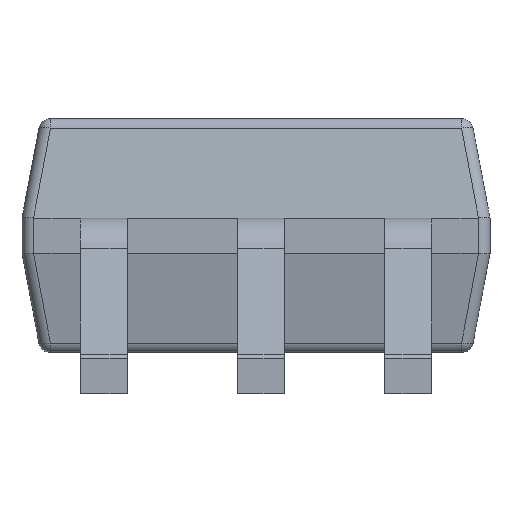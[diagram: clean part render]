
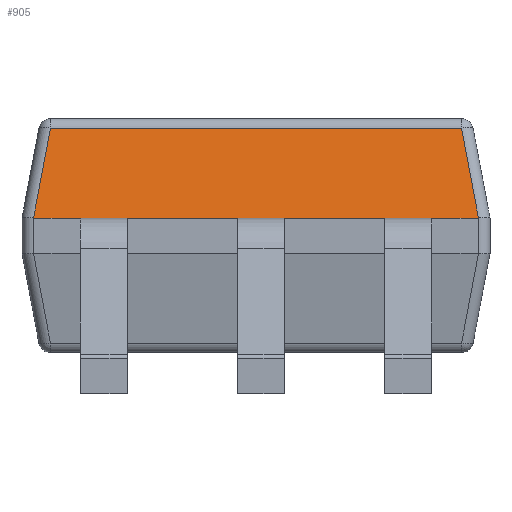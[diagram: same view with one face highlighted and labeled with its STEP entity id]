
A CAD part, front view. The second image highlights one B-rep face of the part: STEP entity #905.
In plain terms, the highlighted planar face has unit normal (0, -0.983, 0.185).
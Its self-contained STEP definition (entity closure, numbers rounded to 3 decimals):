
#22 =( BOUNDED_CURVE ( )  B_SPLINE_CURVE ( 3, ( #18566, #12041, #1145, #27203 ),
 .UNSPECIFIED., .F., .F. ) 
 B_SPLINE_CURVE_WITH_KNOTS ( ( 4, 4 ),
 ( 6.266, 6.283 ),
 .UNSPECIFIED. ) 
 CURVE ( )  GEOMETRIC_REPRESENTATION_ITEM ( )  RATIONAL_B_SPLINE_CURVE ( ( 1., 1., 1., 1. ) ) 
 REPRESENTATION_ITEM ( '' )  );
#76 = VERTEX_POINT ( 'NONE', #6640 ) ;
#279 = ORIENTED_EDGE ( 'NONE', *, *, #23744, .T. ) ;
#284 = VECTOR ( 'NONE', #26924, 1000. ) ;
#369 = VECTOR ( 'NONE', #18951, 1000. ) ;
#370 = DIRECTION ( 'NONE',  ( -1., 0., 0. ) ) ;
#449 = VECTOR ( 'NONE', #8474, 1000. ) ;
#847 = CARTESIAN_POINT ( 'NONE',  ( 0.95, -0.65, 0.675 ) ) ;
#905 = ADVANCED_FACE ( 'NONE', ( #23481 ), #21456, .T. ) ;
#1145 = CARTESIAN_POINT ( 'NONE',  ( -0.95, -0.65, 0.675 ) ) ;
#1425 = DIRECTION ( 'NONE',  ( -1., 0., 0. ) ) ;
#1668 = CARTESIAN_POINT ( 'NONE',  ( -1., -0.65, 0.675 ) ) ;
#1780 = AXIS2_PLACEMENT_3D ( 'NONE', #12568, #28027, #10424 ) ;
#2457 = CARTESIAN_POINT ( 'NONE',  ( -0.55, -0.65, 0.675 ) ) ;
#2734 = EDGE_CURVE ( 'NONE', #17559, #7656, #17099, .T. ) ;
#2791 = LINE ( 'NONE', #21874, #8454 ) ;
#3082 = CARTESIAN_POINT ( 'NONE',  ( 0.55, -0.65, 0.675 ) ) ;
#3496 = EDGE_CURVE ( 'NONE', #4699, #9434, #12570, .T. ) ;
#3694 = CARTESIAN_POINT ( 'NONE',  ( -1., -0.65, 0.675 ) ) ;
#4699 = VERTEX_POINT ( 'NONE', #26010 ) ;
#4819 = ORIENTED_EDGE ( 'NONE', *, *, #9169, .F. ) ;
#5134 = ORIENTED_EDGE ( 'NONE', *, *, #25047, .F. ) ;
#5740 = LINE ( 'NONE', #18426, #17365 ) ;
#6113 = DIRECTION ( 'NONE',  ( -1., 0., 0. ) ) ;
#6297 = EDGE_CURVE ( 'NONE', #20662, #17509, #22, .T. ) ;
#6483 = ORIENTED_EDGE ( 'NONE', *, *, #24626, .F. ) ;
#6640 = CARTESIAN_POINT ( 'NONE',  ( -0.879, -0.578, 1.059 ) ) ;
#6965 = DIRECTION ( 'NONE',  ( -1., 0., 0. ) ) ;
#7444 = CARTESIAN_POINT ( 'NONE',  ( 0.951, -0.65, 0.675 ) ) ;
#7656 = VERTEX_POINT ( 'NONE', #7715 ) ;
#7715 = CARTESIAN_POINT ( 'NONE',  ( -0.75, -0.65, 0.675 ) ) ;
#7756 = DIRECTION ( 'NONE',  ( -0.182, -0.182, -0.966 ) ) ;
#7906 = ORIENTED_EDGE ( 'NONE', *, *, #6297, .T. ) ;
#7969 = VERTEX_POINT ( 'NONE', #11039 ) ;
#8075 = ORIENTED_EDGE ( 'NONE', *, *, #12401, .T. ) ;
#8454 = VECTOR ( 'NONE', #370, 1000. ) ;
#8474 = DIRECTION ( 'NONE',  ( -1., 0., 0. ) ) ;
#8642 = VERTEX_POINT ( 'NONE', #3082 ) ;
#8782 = CARTESIAN_POINT ( 'NONE',  ( 0.75, -0.65, 0.675 ) ) ;
#8954 = CARTESIAN_POINT ( 'NONE',  ( -0.75, -0.65, 0.675 ) ) ;
#9098 = LINE ( 'NONE', #28028, #17736 ) ;
#9169 = EDGE_CURVE ( 'NONE', #8642, #7969, #9098, .T. ) ;
#9434 = VERTEX_POINT ( 'NONE', #8782 ) ;
#10401 = DIRECTION ( 'NONE',  ( -1., 0., 0. ) ) ;
#10424 = DIRECTION ( 'NONE',  ( -1., 0., 0. ) ) ;
#11039 = CARTESIAN_POINT ( 'NONE',  ( 0.121, -0.65, 0.675 ) ) ;
#11989 = VECTOR ( 'NONE', #1425, 1000. ) ;
#12041 = CARTESIAN_POINT ( 'NONE',  ( -0.951, -0.65, 0.675 ) ) ;
#12112 = CARTESIAN_POINT ( 'NONE',  ( 0.879, -0.578, 1.059 ) ) ;
#12401 = EDGE_CURVE ( 'NONE', #4699, #16792, #27117, .T. ) ;
#12536 = VECTOR ( 'NONE', #17490, 1000. ) ;
#12568 = CARTESIAN_POINT ( 'NONE',  ( 0., -0.57, 1.1 ) ) ;
#12570 = LINE ( 'NONE', #1668, #18661 ) ;
#13467 = ORIENTED_EDGE ( 'NONE', *, *, #15317, .F. ) ;
#14170 = CARTESIAN_POINT ( 'NONE',  ( 0.951, -0.65, 0.675 ) ) ;
#14185 = LINE ( 'NONE', #20956, #284 ) ;
#14458 = EDGE_CURVE ( 'NONE', #14602, #17559, #27481, .T. ) ;
#14602 = VERTEX_POINT ( 'NONE', #25500 ) ;
#15142 = LINE ( 'NONE', #3694, #369 ) ;
#15317 = EDGE_CURVE ( 'NONE', #7969, #14602, #19273, .T. ) ;
#15600 = EDGE_CURVE ( 'NONE', #21035, #76, #2791, .T. ) ;
#15654 = ORIENTED_EDGE ( 'NONE', *, *, #2734, .F. ) ;
#15709 = CARTESIAN_POINT ( 'NONE',  ( -0.079, -0.65, 0.675 ) ) ;
#15803 = ORIENTED_EDGE ( 'NONE', *, *, #14458, .F. ) ;
#16149 = CARTESIAN_POINT ( 'NONE',  ( 0.951, -0.65, 0.675 ) ) ;
#16792 = VERTEX_POINT ( 'NONE', #14170 ) ;
#17085 = LINE ( 'NONE', #19060, #26755 ) ;
#17099 = LINE ( 'NONE', #8954, #12536 ) ;
#17365 = VECTOR ( 'NONE', #7756, 1000. ) ;
#17490 = DIRECTION ( 'NONE',  ( -1., 0., 0. ) ) ;
#17509 = VERTEX_POINT ( 'NONE', #24118 ) ;
#17559 = VERTEX_POINT ( 'NONE', #2457 ) ;
#17736 = VECTOR ( 'NONE', #6965, 1000. ) ;
#18426 = CARTESIAN_POINT ( 'NONE',  ( -0.842, -0.541, 1.253 ) ) ;
#18566 = CARTESIAN_POINT ( 'NONE',  ( -0.951, -0.65, 0.675 ) ) ;
#18661 = VECTOR ( 'NONE', #6113, 1000. ) ;
#18868 = CARTESIAN_POINT ( 'NONE',  ( -0.951, -0.65, 0.675 ) ) ;
#18921 = ORIENTED_EDGE ( 'NONE', *, *, #3496, .F. ) ;
#18951 = DIRECTION ( 'NONE',  ( -1., 0., 0. ) ) ;
#19060 = CARTESIAN_POINT ( 'NONE',  ( 0.55, -0.65, 0.675 ) ) ;
#19273 = LINE ( 'NONE', #15709, #449 ) ;
#20662 = VERTEX_POINT ( 'NONE', #18868 ) ;
#20936 = EDGE_LOOP ( 'NONE', ( #18921, #8075, #279, #22079, #22841, #7906, #6483, #15654, #15803, #13467, #4819, #5134 ) ) ;
#20956 = CARTESIAN_POINT ( 'NONE',  ( 0.842, -0.541, 1.253 ) ) ;
#21035 = VERTEX_POINT ( 'NONE', #12112 ) ;
#21456 = PLANE ( 'NONE',  #1780 ) ;
#21874 = CARTESIAN_POINT ( 'NONE',  ( 0., -0.578, 1.059 ) ) ;
#22079 = ORIENTED_EDGE ( 'NONE', *, *, #15600, .T. ) ;
#22841 = ORIENTED_EDGE ( 'NONE', *, *, #26796, .T. ) ;
#22927 = CARTESIAN_POINT ( 'NONE',  ( -1., -0.65, 0.675 ) ) ;
#23481 = FACE_OUTER_BOUND ( 'NONE', #20936, .T. ) ;
#23744 = EDGE_CURVE ( 'NONE', #16792, #21035, #14185, .T. ) ;
#24118 = CARTESIAN_POINT ( 'NONE',  ( -0.95, -0.65, 0.675 ) ) ;
#24626 = EDGE_CURVE ( 'NONE', #7656, #17509, #15142, .T. ) ;
#25047 = EDGE_CURVE ( 'NONE', #9434, #8642, #17085, .T. ) ;
#25500 = CARTESIAN_POINT ( 'NONE',  ( -0.079, -0.65, 0.675 ) ) ;
#26010 = CARTESIAN_POINT ( 'NONE',  ( 0.95, -0.65, 0.675 ) ) ;
#26627 = CARTESIAN_POINT ( 'NONE',  ( 0.95, -0.65, 0.675 ) ) ;
#26755 = VECTOR ( 'NONE', #10401, 1000. ) ;
#26796 = EDGE_CURVE ( 'NONE', #76, #20662, #5740, .T. ) ;
#26924 = DIRECTION ( 'NONE',  ( -0.182, 0.182, 0.966 ) ) ;
#27117 =( BOUNDED_CURVE ( )  B_SPLINE_CURVE ( 3, ( #26627, #847, #16149, #7444 ),
 .UNSPECIFIED., .F., .T. ) 
 B_SPLINE_CURVE_WITH_KNOTS ( ( 4, 4 ),
 ( 0., 0.017 ),
 .UNSPECIFIED. ) 
 CURVE ( )  GEOMETRIC_REPRESENTATION_ITEM ( )  RATIONAL_B_SPLINE_CURVE ( ( 1., 1., 1., 1. ) ) 
 REPRESENTATION_ITEM ( '' )  );
#27203 = CARTESIAN_POINT ( 'NONE',  ( -0.95, -0.65, 0.675 ) ) ;
#27481 = LINE ( 'NONE', #22927, #11989 ) ;
#28027 = DIRECTION ( 'NONE',  ( 0., -0.983, 0.185 ) ) ;
#28028 = CARTESIAN_POINT ( 'NONE',  ( -1., -0.65, 0.675 ) ) ;
